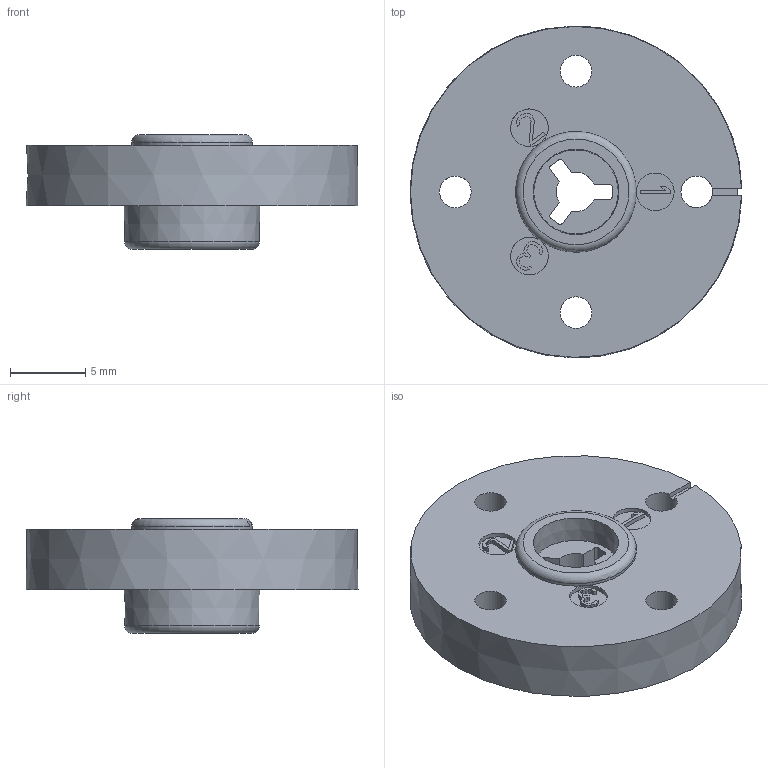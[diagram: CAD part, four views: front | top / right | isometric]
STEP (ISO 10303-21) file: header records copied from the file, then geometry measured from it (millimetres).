
FILE_DESCRIPTION(/* description */ (''),/* implementation_level */ '2;1');
FILE_NAME(/* name */ 'DX124_HORN1___ipt_56c3decd.STEP',/* time_stamp */ '2022-06-02T14:50:19+03:00',/* author */ ('Sulieman DAHER'),/* organization */ (''),/* preprocessor_version */ 'ST-DEVELOPER v16.13',/* originating_system */ 'Autodesk Inventor 2018',/* authorisation */ '');
FILE_SCHEMA (('AUTOMOTIVE_DESIGN { 1 0 10303 214 3 1 1 }'));
Length unit declared in the file: millimetre
Products named in the file (1): DX124_HORN1__
Bounding box: 22 x 22 x 7.6 mm (x, y, z)
Volume: 1244.5 mm3; surface area: 1569.1 mm2
Topology: 1 solids, 1 shells, 276 faces, 776 edges, 516 vertices
Faces by surface type: plane 205, cylinder 57, cone 12, torus 2
Full cylindrical faces by diameter (mm): 2.1 x4, 2.5 x3, 8 x1
Entity records: 9077 total; most frequent: CARTESIAN_POINT 1986, ORIENTED_EDGE 1512, DIRECTION 1372, EDGE_CURVE 756, LINE 558, VECTOR 558, VERTEX_POINT 509, AXIS2_PLACEMENT_3D 407
